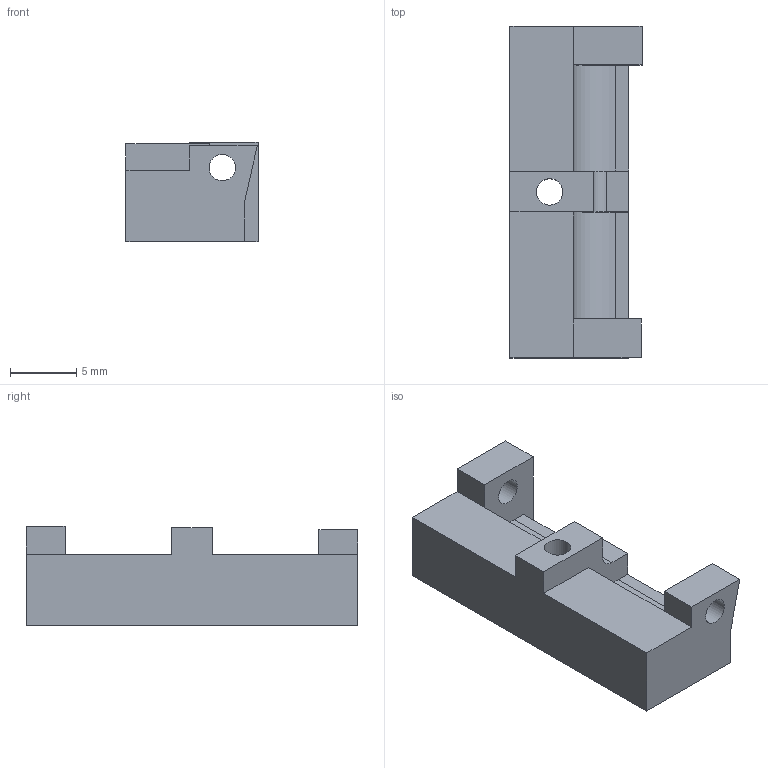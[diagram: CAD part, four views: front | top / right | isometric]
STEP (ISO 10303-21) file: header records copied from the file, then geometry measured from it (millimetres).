
FILE_DESCRIPTION(('FreeCAD Model'),'2;1');
FILE_NAME('Open CASCADE Shape Model','1974-01-01T00:00:00',(''),(''), 'Open CASCADE STEP processor 7.7','FreeCAD','Unknown');
FILE_SCHEMA(('AUTOMOTIVE_DESIGN { 1 0 10303 214 1 1 1 1 }'));
Length unit declared in the file: millimetre
Products named in the file (1): k1_toolhead_right_clamp_step
Bounding box: 10 x 25.13 x 7.5 mm (x, y, z)
Volume: 1114.8 mm3; surface area: 1036.3 mm2
Topology: 1 solids, 1 shells, 60 faces, 166 edges, 110 vertices
Faces by surface type: plane 41, extrusion 12, cylinder 7
Full cylindrical faces by diameter (mm): 2 x3, 4 x1
Entity records: 1938 total; most frequent: CARTESIAN_POINT 411, ORIENTED_EDGE 332, DIRECTION 270, EDGE_CURVE 166, VECTOR 132, LINE 120, VERTEX_POINT 110, AXIS2_PLACEMENT_3D 69
